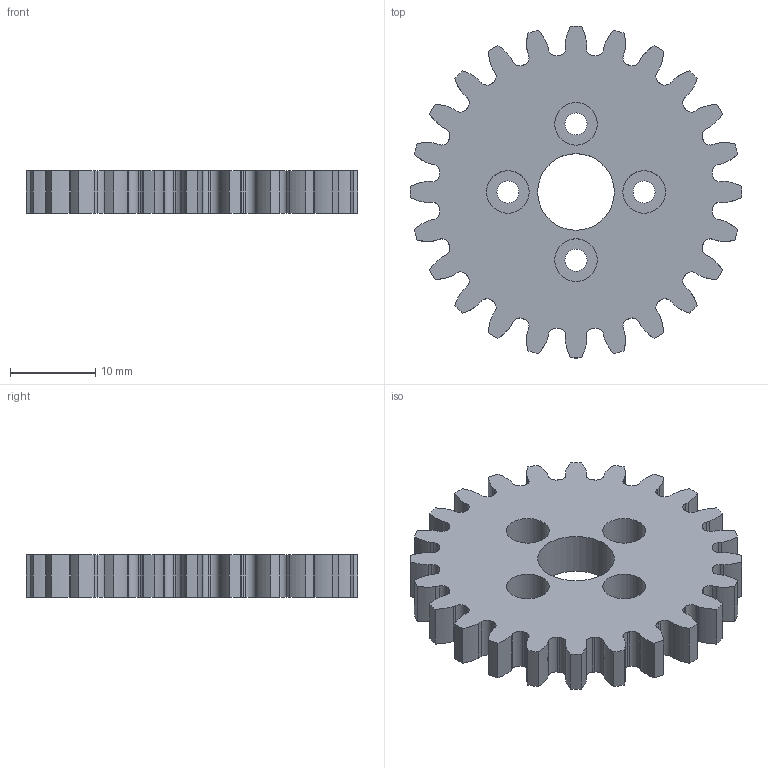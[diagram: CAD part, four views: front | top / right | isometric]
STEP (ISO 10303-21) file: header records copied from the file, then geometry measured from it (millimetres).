
FILE_DESCRIPTION(/* description */ (''),/* implementation_level */ '2;1');
FILE_NAME(/* name */ 'rotor_gear.step',/* time_stamp */ '2026-02-16T15:20:52-08:00',/* author */ (''),/* organization */ (''),/* preprocessor_version */ 'ST-DEVELOPER v20.1',/* originating_system */ 'Autodesk Translation Framework v14.24.0.0',/* authorisation */ '');
FILE_SCHEMA (('AUTOMOTIVE_DESIGN { 1 0 10303 214 3 1 1 }'));
Length unit declared in the file: millimetre
Products named in the file (5): Manuel 1.0; V4 robot arm; Geared wrist; Top gearbox 2 (1); Rotor gear (4) (1)
Assembly tree (4 placements, depth 5):
  Manuel 1.0
    V4 robot arm
      Geared wrist
        Top gearbox 2 (1)
          Rotor gear (4) (1)
Bounding box: 39 x 39 x 5 mm (x, y, z)
Volume: 4357.4 mm3; surface area: 3399.6 mm2
Topology: 1 solids, 1 shells, 207 faces, 603 edges, 402 vertices
Faces by surface type: cylinder 105, plane 54, bspline 48
Full cylindrical faces by diameter (mm): 2.6 x4, 5 x4, 9 x1
Entity records: 20823 total; most frequent: CARTESIAN_POINT 15477, ORIENTED_EDGE 1206, DIRECTION 1053, EDGE_CURVE 603, VERTEX_POINT 402, AXIS2_PLACEMENT_3D 378, LINE 297, VECTOR 297
